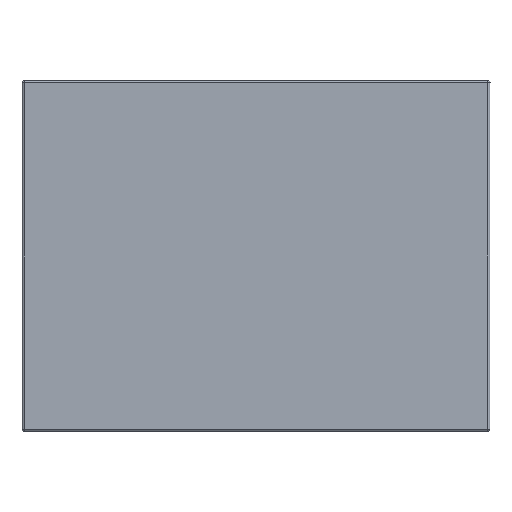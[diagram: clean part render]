
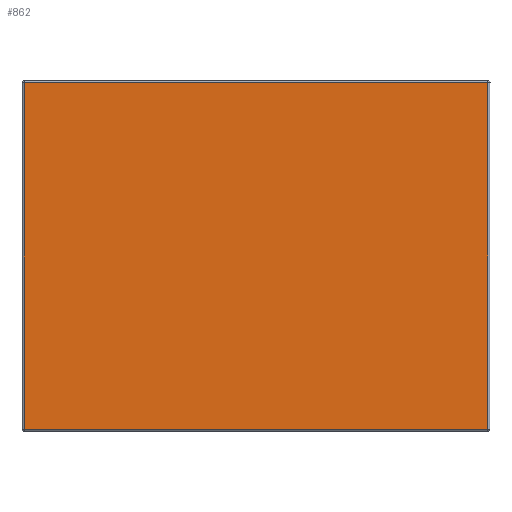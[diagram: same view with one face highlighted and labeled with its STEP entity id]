
A CAD part, front view. The second image highlights one B-rep face of the part: STEP entity #862.
In plain terms, the highlighted planar face has unit normal (0, -1, 0).
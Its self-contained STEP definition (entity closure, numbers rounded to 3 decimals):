
#23=DIRECTION('',(0.,0.,-1.));
#24=VECTOR('',#23,148.);
#25=CARTESIAN_POINT('',(-64.5,46.29,74.));
#26=LINE('',#25,#24);
#27=DIRECTION('',(-1.,0.,0.));
#28=VECTOR('',#27,198.);
#29=CARTESIAN_POINT('',(133.5,46.29,74.));
#30=LINE('',#29,#28);
#31=DIRECTION('',(0.,0.,1.));
#32=VECTOR('',#31,148.);
#33=CARTESIAN_POINT('',(133.5,46.29,-74.));
#34=LINE('',#33,#32);
#35=DIRECTION('',(1.,0.,0.));
#36=VECTOR('',#35,198.);
#37=CARTESIAN_POINT('',(-64.5,46.29,-74.));
#38=LINE('',#37,#36);
#719=CARTESIAN_POINT('',(-64.5,46.29,74.));
#720=CARTESIAN_POINT('',(-64.5,46.29,-74.));
#721=VERTEX_POINT('',#719);
#722=VERTEX_POINT('',#720);
#727=CARTESIAN_POINT('',(133.5,46.29,-74.));
#728=VERTEX_POINT('',#727);
#733=CARTESIAN_POINT('',(133.5,46.29,74.));
#734=VERTEX_POINT('',#733);
#847=CARTESIAN_POINT('',(34.5,46.29,0.));
#848=DIRECTION('',(0.,-1.,0.));
#849=DIRECTION('',(0.,0.,-1.));
#850=AXIS2_PLACEMENT_3D('',#847,#848,#849);
#851=PLANE('',#850);
#853=ORIENTED_EDGE('',*,*,#852,.F.);
#855=ORIENTED_EDGE('',*,*,#854,.F.);
#857=ORIENTED_EDGE('',*,*,#856,.F.);
#859=ORIENTED_EDGE('',*,*,#858,.F.);
#860=EDGE_LOOP('',(#853,#855,#857,#859));
#861=FACE_OUTER_BOUND('',#860,.F.);
#862=ADVANCED_FACE('',(#861),#851,.T.);
#852=EDGE_CURVE('',#721,#722,#26,.T.);
#854=EDGE_CURVE('',#734,#721,#30,.T.);
#856=EDGE_CURVE('',#728,#734,#34,.T.);
#858=EDGE_CURVE('',#722,#728,#38,.T.);
